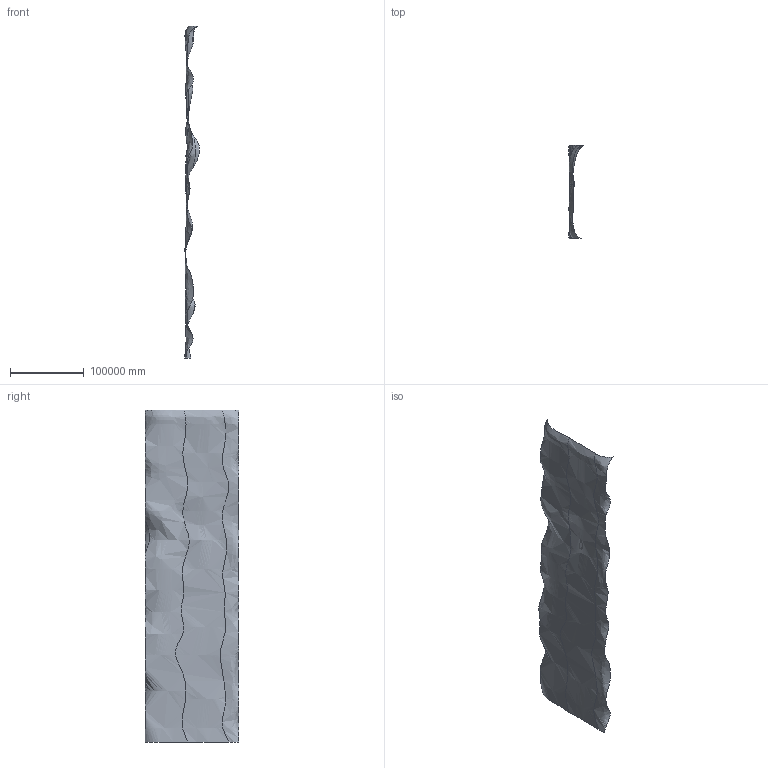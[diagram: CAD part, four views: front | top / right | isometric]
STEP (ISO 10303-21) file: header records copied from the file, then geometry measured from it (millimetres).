
FILE_DESCRIPTION((''),'2;1');
FILE_NAME('FLOOR','2023-02-13T08:55:10',('vpetrov'),(''),'CREO PARAMETRIC BY PTC INC, 2022414','CREO PARAMETRIC BY PTC INC, 2022414','');
FILE_SCHEMA(('CONFIG_CONTROL_DESIGN'));
Length unit declared in the file: metre
Products named in the file (1): FLOOR
Bounding box: 20161.49 x 126102.32 x 450000 mm (x, y, z)
Surface area: 59386543281.2 mm2 (no closed solid volume)
Topology: 0 solids, 1 shells, 6 faces, 22 edges, 17 vertices
Faces by surface type: bspline 6
Entity records: 22080 total; most frequent: CARTESIAN_POINT 21919, ORIENTED_EDGE 30, B_SPLINE_CURVE_WITH_KNOTS 22, EDGE_CURVE 22, VERTEX_POINT 17, B_SPLINE_SURFACE_WITH_KNOTS 6, EDGE_LOOP 6, FACE_OUTER_BOUND 6
